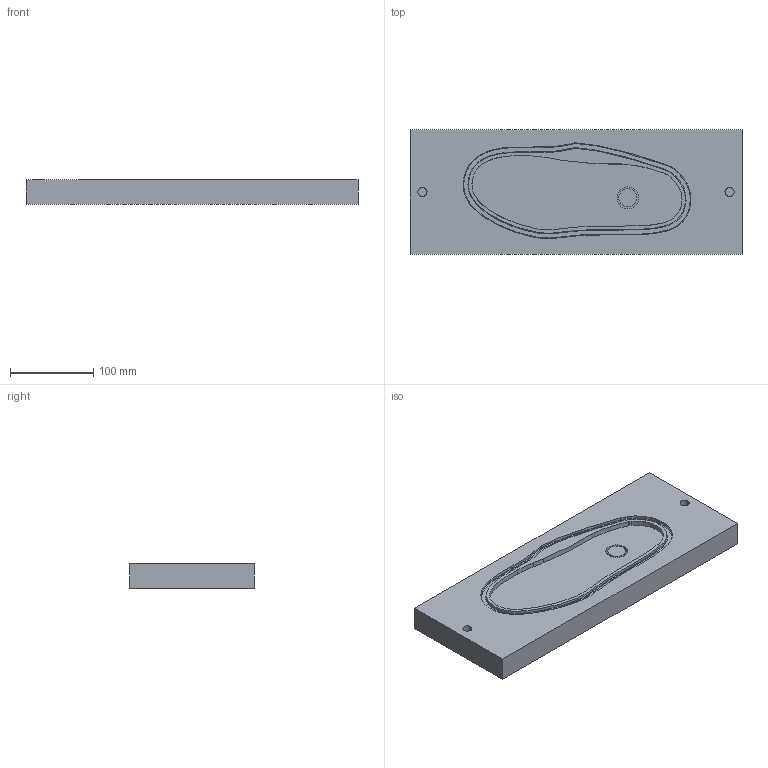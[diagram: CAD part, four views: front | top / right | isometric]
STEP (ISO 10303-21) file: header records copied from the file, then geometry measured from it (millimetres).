
FILE_DESCRIPTION (( 'STEP AP214' ), '1' );
FILE_NAME ('FTM-DK-CM-L-38-B-SHAPE-rev0.0.STEP', '2020-02-12T10:01:52', ( '' ), ( '' ), 'SwSTEP 2.0', 'SolidWorks 2019', '' );
FILE_SCHEMA (( 'AUTOMOTIVE_DESIGN' ));
Length unit declared in the file: millimetre
Products named in the file (1): FTM-DK-CM-L-38-B-SHAPE-rev0.0
Bounding box: 400 x 150 x 30 mm (x, y, z)
Volume: 1668831.1 mm3; surface area: 163115.9 mm2
Topology: 1 solids, 1 shells, 121 faces, 301 edges, 185 vertices
Faces by surface type: bspline 74, cylinder 21, plane 14, cone 8, torus 4
Entity records: 7921 total; most frequent: CARTESIAN_POINT 5425, ORIENTED_EDGE 586, DIRECTION 329, EDGE_CURVE 293, VERTEX_POINT 185, B_SPLINE_CURVE_WITH_KNOTS 133, EDGE_LOOP 132, FACE_OUTER_BOUND 121
